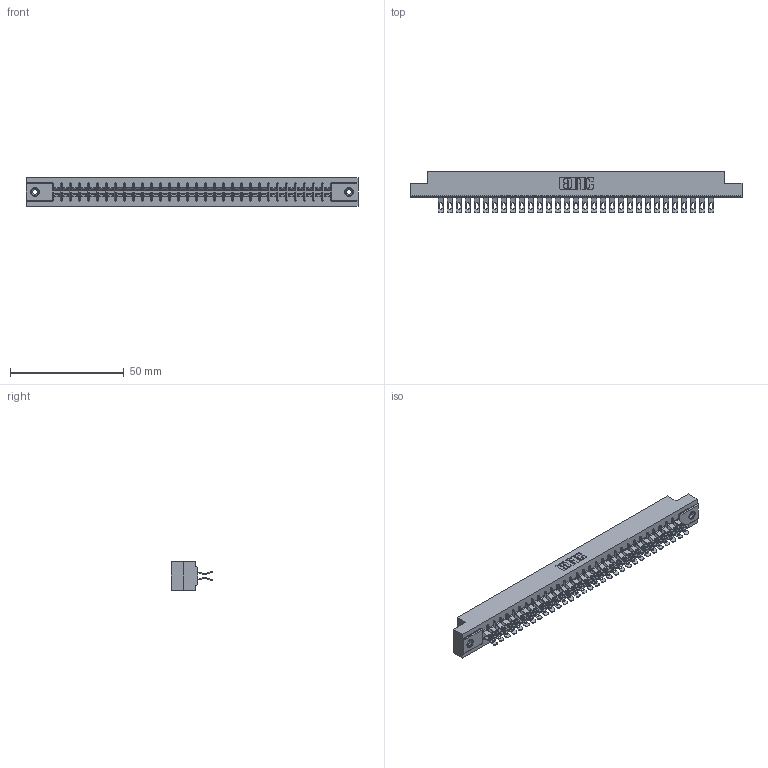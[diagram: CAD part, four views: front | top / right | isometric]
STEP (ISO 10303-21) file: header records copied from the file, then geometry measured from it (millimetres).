
FILE_DESCRIPTION (( 'STEP AP203' ), '1' );
FILE_NAME ('355-062-555-208.STEP', '2019-09-12T14:32:54', ( '' ), ( '' ), 'SwSTEP 2.0', 'SolidWorks 2016', '' );
FILE_SCHEMA (( 'CONFIG_CONTROL_DESIGN' ));
Length unit declared in the file: inch
Products named in the file (4): 305 Part_.156 Dia; 345-250-001_345-250-003-102; 355-062-555-208; 305-290-001_555
Assembly tree (65 placements, depth 2):
  355-062-555-208
    305 Part_.156 Dia
    305-290-001_555  x62
    345-250-001_345-250-003-102  x2
Bounding box: 145.85 x 18.41 x 12.7 mm (x, y, z)
Volume: 15321.4 mm3; surface area: 20437.1 mm2
Topology: 65 solids, 65 shells, 4268 faces, 12697 edges, 8290 vertices
Faces by surface type: plane 2084, cylinder 2044, sphere 124, cone 12, torus 4
Entity records: 36713 total; most frequent: CARTESIAN_POINT 6076, ORIENTED_EDGE 6014, DIRECTION 5891, EDGE_CURVE 3007, VECTOR 2397, LINE 2397, VERTEX_POINT 1916, AXIS2_PLACEMENT_3D 1747
